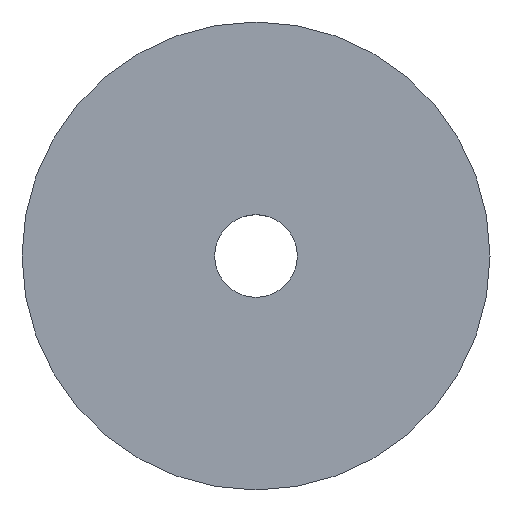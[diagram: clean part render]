
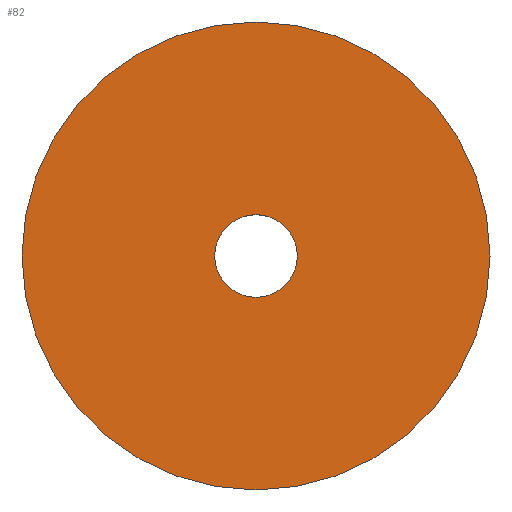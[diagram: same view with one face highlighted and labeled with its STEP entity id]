
A CAD part, top view. The second image highlights one B-rep face of the part: STEP entity #82.
In plain terms, the highlighted planar face has unit normal (0, 0, 1).
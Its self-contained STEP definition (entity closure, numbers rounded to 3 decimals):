
#23=PLANE('',#104);
#29=ORIENTED_EDGE('',*,*,#40,.T.);
#30=ORIENTED_EDGE('',*,*,#38,.F.);
#38=EDGE_CURVE('',#44,#44,#50,.T.);
#40=EDGE_CURVE('',#46,#46,#52,.T.);
#44=VERTEX_POINT('',#142);
#46=VERTEX_POINT('',#148);
#50=CIRCLE('',#101,8.5);
#52=CIRCLE('',#105,1.5);
#59=EDGE_LOOP('',(#29));
#60=EDGE_LOOP('',(#30));
#71=FACE_BOUND('',#59,.T.);
#72=FACE_BOUND('',#60,.T.);
#82=ADVANCED_FACE('',(#71,#72),#23,.F.);
#101=AXIS2_PLACEMENT_3D('',#141,#117,#118);
#104=AXIS2_PLACEMENT_3D('',#146,#123,#124);
#105=AXIS2_PLACEMENT_3D('',#147,#125,#126);
#117=DIRECTION('',(0.,0.,-1.));
#118=DIRECTION('',(1.,0.,0.));
#123=DIRECTION('',(0.,0.,-1.));
#124=DIRECTION('',(-1.,0.,0.));
#125=DIRECTION('',(0.,0.,-1.));
#126=DIRECTION('',(-1.,0.,0.));
#141=CARTESIAN_POINT('',(0.,0.,0.));
#142=CARTESIAN_POINT('',(8.5,0.,0.));
#146=CARTESIAN_POINT('',(0.,0.,0.));
#147=CARTESIAN_POINT('',(0.,0.,0.));
#148=CARTESIAN_POINT('',(-1.5,0.,0.));
